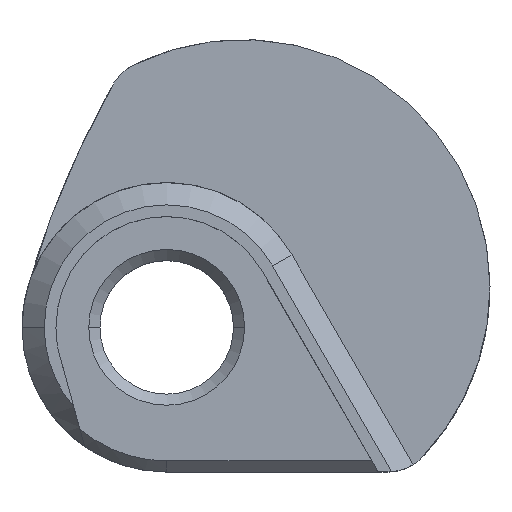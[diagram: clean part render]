
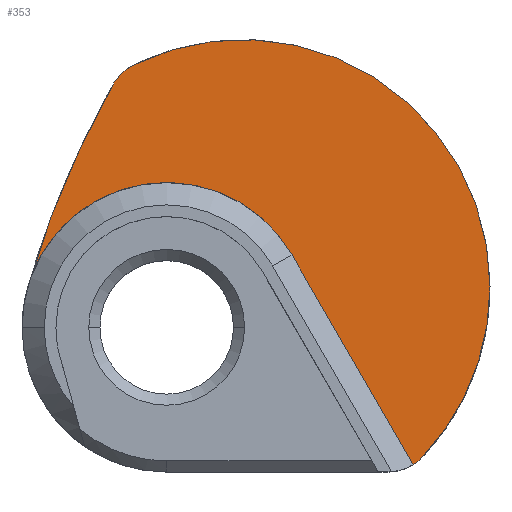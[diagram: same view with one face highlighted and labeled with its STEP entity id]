
A CAD part, top view. The second image highlights one B-rep face of the part: STEP entity #353.
In plain terms, the highlighted planar face has unit normal (0, 0, 1).
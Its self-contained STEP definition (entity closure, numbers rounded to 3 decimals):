
#7 = VERTEX_POINT ( 'NONE', #1706 ) ;
#22 = AXIS2_PLACEMENT_3D ( 'NONE', #2087, #1409, #1040 ) ;
#34 = CARTESIAN_POINT ( 'NONE',  ( 6.821, 3.627, 8. ) ) ;
#54 = CARTESIAN_POINT ( 'NONE',  ( 22.92, -11.696, 8. ) ) ;
#80 = EDGE_CURVE ( 'NONE', #1294, #7, #2128, .T. ) ;
#142 = VECTOR ( 'NONE', #739, 1000. ) ;
#194 = AXIS2_PLACEMENT_3D ( 'NONE', #34, #1412, #1766 ) ;
#228 = EDGE_CURVE ( 'NONE', #704, #1759, #1592, .T. ) ;
#239 = CARTESIAN_POINT ( 'NONE',  ( -1.144, 19.796, 8. ) ) ;
#241 = ORIENTED_EDGE ( 'NONE', *, *, #1941, .T. ) ;
#259 = CIRCLE ( 'NONE', #1516, 4.2 ) ;
#306 = CARTESIAN_POINT ( 'NONE',  ( 0., 0., 8. ) ) ;
#349 = DIRECTION ( 'NONE',  ( 0., 0., -1. ) ) ;
#353 = ADVANCED_FACE ( 'NONE', ( #1549 ), #392, .F. ) ;
#356 = ORIENTED_EDGE ( 'NONE', *, *, #1775, .T. ) ;
#392 = PLANE ( 'NONE',  #22 ) ;
#417 = VERTEX_POINT ( 'NONE', #1376 ) ;
#605 = EDGE_CURVE ( 'NONE', #1759, #1601, #791, .T. ) ;
#616 = CIRCLE ( 'NONE', #1794, 22.225 ) ;
#645 = ORIENTED_EDGE ( 'NONE', *, *, #80, .T. ) ;
#684 = DIRECTION ( 'NONE',  ( 1., 0., 0. ) ) ;
#695 = AXIS2_PLACEMENT_3D ( 'NONE', #239, #2141, #1615 ) ;
#704 = VERTEX_POINT ( 'NONE', #2104 ) ;
#718 = EDGE_CURVE ( 'NONE', #1045, #1294, #259, .T. ) ;
#739 = DIRECTION ( 'NONE',  ( 0.5, -0.866, 0. ) ) ;
#791 = CIRCLE ( 'NONE', #1263, 87.853 ) ;
#883 = LINE ( 'NONE', #1568, #142 ) ;
#929 = CIRCLE ( 'NONE', #1068, 13. ) ;
#972 = DIRECTION ( 'NONE',  ( 1., 0., 0. ) ) ;
#985 = ORIENTED_EDGE ( 'NONE', *, *, #718, .T. ) ;
#1037 = DIRECTION ( 'NONE',  ( -1., 0., 0. ) ) ;
#1040 = DIRECTION ( 'NONE',  ( -1., 0., 0. ) ) ;
#1045 = VERTEX_POINT ( 'NONE', #1379 ) ;
#1060 = CARTESIAN_POINT ( 'NONE',  ( 19.878, -8.8, 8. ) ) ;
#1068 = AXIS2_PLACEMENT_3D ( 'NONE', #306, #349, #1037 ) ;
#1213 = DIRECTION ( 'NONE',  ( 0., 0., 1. ) ) ;
#1228 = EDGE_CURVE ( 'NONE', #7, #704, #616, .T. ) ;
#1263 = AXIS2_PLACEMENT_3D ( 'NONE', #1319, #1699, #972 ) ;
#1294 = VERTEX_POINT ( 'NONE', #54 ) ;
#1319 = CARTESIAN_POINT ( 'NONE',  ( 71.803, -21.149, 8. ) ) ;
#1376 = CARTESIAN_POINT ( 'NONE',  ( 11.258, 6.5, 8. ) ) ;
#1379 = CARTESIAN_POINT ( 'NONE',  ( 22.136, -12.341, 8. ) ) ;
#1409 = DIRECTION ( 'NONE',  ( 0., 0., -1. ) ) ;
#1412 = DIRECTION ( 'NONE',  ( 0., 0., 1. ) ) ;
#1516 = AXIS2_PLACEMENT_3D ( 'NONE', #1060, #2083, #1917 ) ;
#1549 = FACE_OUTER_BOUND ( 'NONE', #2044, .T. ) ;
#1568 = CARTESIAN_POINT ( 'NONE',  ( 11.258, 6.5, 8. ) ) ;
#1592 = CIRCLE ( 'NONE', #695, 4.2 ) ;
#1601 = VERTEX_POINT ( 'NONE', #2027 ) ;
#1615 = DIRECTION ( 'NONE',  ( 1., 0., 0. ) ) ;
#1636 = ORIENTED_EDGE ( 'NONE', *, *, #1228, .T. ) ;
#1699 = DIRECTION ( 'NONE',  ( 0., 0., 1. ) ) ;
#1706 = CARTESIAN_POINT ( 'NONE',  ( 29.046, 3.627, 8. ) ) ;
#1759 = VERTEX_POINT ( 'NONE', #1770 ) ;
#1766 = DIRECTION ( 'NONE',  ( 1., 0., 0. ) ) ;
#1770 = CARTESIAN_POINT ( 'NONE',  ( -4.807, 21.852, 8. ) ) ;
#1775 = EDGE_CURVE ( 'NONE', #417, #1045, #883, .T. ) ;
#1794 = AXIS2_PLACEMENT_3D ( 'NONE', #2203, #1213, #684 ) ;
#1855 = ORIENTED_EDGE ( 'NONE', *, *, #605, .T. ) ;
#1917 = DIRECTION ( 'NONE',  ( 1., 0., 0. ) ) ;
#1941 = EDGE_CURVE ( 'NONE', #1601, #417, #929, .T. ) ;
#1971 = ORIENTED_EDGE ( 'NONE', *, *, #228, .T. ) ;
#2027 = CARTESIAN_POINT ( 'NONE',  ( -12.47, 3.673, 8. ) ) ;
#2044 = EDGE_LOOP ( 'NONE', ( #241, #356, #985, #645, #1636, #1971, #1855 ) ) ;
#2083 = DIRECTION ( 'NONE',  ( 0., 0., 1. ) ) ;
#2087 = CARTESIAN_POINT ( 'NONE',  ( 0., 0., 8. ) ) ;
#2104 = CARTESIAN_POINT ( 'NONE',  ( -3., 23.564, 8. ) ) ;
#2128 = CIRCLE ( 'NONE', #194, 22.225 ) ;
#2141 = DIRECTION ( 'NONE',  ( 0., 0., 1. ) ) ;
#2203 = CARTESIAN_POINT ( 'NONE',  ( 6.821, 3.627, 8. ) ) ;
